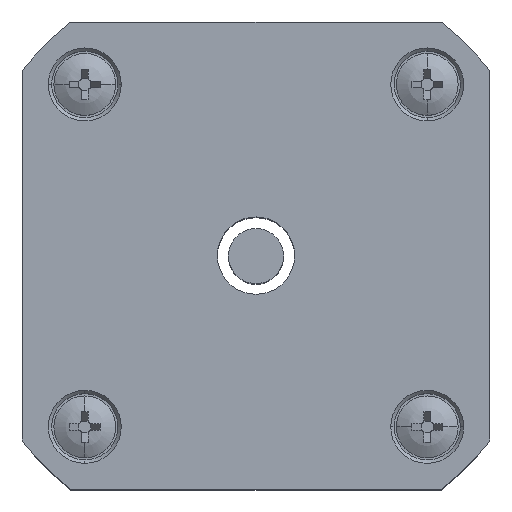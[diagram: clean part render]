
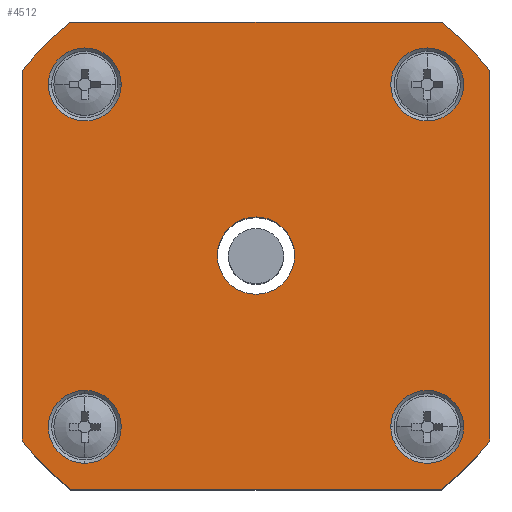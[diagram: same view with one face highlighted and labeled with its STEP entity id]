
A CAD part, top view. The second image highlights one B-rep face of the part: STEP entity #4512.
In plain terms, the highlighted face is planar.
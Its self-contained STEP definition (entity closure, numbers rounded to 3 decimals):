
#3315=CARTESIAN_POINT('',(0.,0.,0.));
#3316=DIRECTION('',(0.,1.,0.));
#3317=DIRECTION('',(-0.622,0.,-0.783));
#3318=AXIS2_PLACEMENT_3D('',#3315,#3316,#3317);
#3320=DIRECTION('',(0.,0.,1.));
#3321=VECTOR('',#3320,33.567);
#3322=CARTESIAN_POINT('',(-21.15,0.,-16.783));
#3323=LINE('',#3322,#3321);
#3324=CARTESIAN_POINT('',(0.,0.,0.));
#3325=DIRECTION('',(0.,1.,0.));
#3326=DIRECTION('',(-0.783,0.,0.622));
#3327=AXIS2_PLACEMENT_3D('',#3324,#3325,#3326);
#3329=DIRECTION('',(1.,0.,0.));
#3330=VECTOR('',#3329,33.567);
#3331=CARTESIAN_POINT('',(-16.783,0.,21.15));
#3332=LINE('',#3331,#3330);
#3333=CARTESIAN_POINT('',(0.,0.,0.));
#3334=DIRECTION('',(0.,1.,0.));
#3335=DIRECTION('',(0.622,0.,0.783));
#3336=AXIS2_PLACEMENT_3D('',#3333,#3334,#3335);
#3338=DIRECTION('',(0.,0.,-1.));
#3339=VECTOR('',#3338,33.567);
#3340=CARTESIAN_POINT('',(21.15,0.,16.783));
#3341=LINE('',#3340,#3339);
#3342=CARTESIAN_POINT('',(0.,0.,0.));
#3343=DIRECTION('',(0.,1.,0.));
#3344=DIRECTION('',(0.783,0.,-0.622));
#3345=AXIS2_PLACEMENT_3D('',#3342,#3343,#3344);
#3347=DIRECTION('',(-1.,0.,0.));
#3348=VECTOR('',#3347,33.567);
#3349=CARTESIAN_POINT('',(16.783,0.,-21.15));
#3350=LINE('',#3349,#3348);
#3351=CARTESIAN_POINT('',(0.,0.,0.));
#3352=DIRECTION('',(0.,1.,0.));
#3353=DIRECTION('',(0.,0.,1.));
#3354=AXIS2_PLACEMENT_3D('',#3351,#3352,#3353);
#3356=CARTESIAN_POINT('',(0.,0.,0.));
#3357=DIRECTION('',(0.,1.,0.));
#3358=DIRECTION('',(0.,0.,-1.));
#3359=AXIS2_PLACEMENT_3D('',#3356,#3357,#3358);
#3361=CARTESIAN_POINT('',(15.5,0.,15.5));
#3362=DIRECTION('',(0.,1.,0.));
#3363=DIRECTION('',(0.,0.,-1.));
#3364=AXIS2_PLACEMENT_3D('',#3361,#3362,#3363);
#3366=CARTESIAN_POINT('',(15.5,0.,15.5));
#3367=DIRECTION('',(0.,1.,0.));
#3368=DIRECTION('',(0.,0.,1.));
#3369=AXIS2_PLACEMENT_3D('',#3366,#3367,#3368);
#3371=CARTESIAN_POINT('',(-15.5,0.,15.5));
#3372=DIRECTION('',(0.,1.,0.));
#3373=DIRECTION('',(1.,0.,0.));
#3374=AXIS2_PLACEMENT_3D('',#3371,#3372,#3373);
#3376=CARTESIAN_POINT('',(-15.5,0.,15.5));
#3377=DIRECTION('',(0.,1.,0.));
#3378=DIRECTION('',(-1.,0.,0.));
#3379=AXIS2_PLACEMENT_3D('',#3376,#3377,#3378);
#3381=CARTESIAN_POINT('',(-15.5,0.,-15.5));
#3382=DIRECTION('',(0.,1.,0.));
#3383=DIRECTION('',(0.,0.,1.));
#3384=AXIS2_PLACEMENT_3D('',#3381,#3382,#3383);
#3386=CARTESIAN_POINT('',(-15.5,0.,-15.5));
#3387=DIRECTION('',(0.,1.,0.));
#3388=DIRECTION('',(0.,0.,-1.));
#3389=AXIS2_PLACEMENT_3D('',#3386,#3387,#3388);
#3391=CARTESIAN_POINT('',(15.5,0.,-15.5));
#3392=DIRECTION('',(0.,1.,0.));
#3393=DIRECTION('',(1.,0.,0.));
#3394=AXIS2_PLACEMENT_3D('',#3391,#3392,#3393);
#3396=CARTESIAN_POINT('',(15.5,0.,-15.5));
#3397=DIRECTION('',(0.,1.,0.));
#3398=DIRECTION('',(-1.,0.,0.));
#3399=AXIS2_PLACEMENT_3D('',#3396,#3397,#3398);
#4215=CARTESIAN_POINT('',(-16.783,0.,-21.15));
#4216=CARTESIAN_POINT('',(-21.15,0.,-16.783));
#4217=VERTEX_POINT('',#4215);
#4218=VERTEX_POINT('',#4216);
#4219=CARTESIAN_POINT('',(-21.15,0.,16.783));
#4220=VERTEX_POINT('',#4219);
#4221=CARTESIAN_POINT('',(-16.783,0.,21.15));
#4222=VERTEX_POINT('',#4221);
#4223=CARTESIAN_POINT('',(16.783,0.,21.15));
#4224=VERTEX_POINT('',#4223);
#4225=CARTESIAN_POINT('',(21.15,0.,16.783));
#4226=VERTEX_POINT('',#4225);
#4227=CARTESIAN_POINT('',(21.15,0.,-16.783));
#4228=VERTEX_POINT('',#4227);
#4229=CARTESIAN_POINT('',(16.783,0.,-21.15));
#4230=VERTEX_POINT('',#4229);
#4331=CARTESIAN_POINT('',(0.,0.,3.5));
#4332=CARTESIAN_POINT('',(0.,0.,-3.5));
#4333=VERTEX_POINT('',#4331);
#4334=VERTEX_POINT('',#4332);
#4415=CARTESIAN_POINT('',(15.5,0.,12.2));
#4416=CARTESIAN_POINT('',(15.5,0.,18.8));
#4417=VERTEX_POINT('',#4415);
#4418=VERTEX_POINT('',#4416);
#4423=CARTESIAN_POINT('',(-12.2,0.,15.5));
#4424=CARTESIAN_POINT('',(-18.8,0.,15.5));
#4425=VERTEX_POINT('',#4423);
#4426=VERTEX_POINT('',#4424);
#4431=CARTESIAN_POINT('',(-15.5,0.,-12.2));
#4432=CARTESIAN_POINT('',(-15.5,0.,-18.8));
#4433=VERTEX_POINT('',#4431);
#4434=VERTEX_POINT('',#4432);
#4439=CARTESIAN_POINT('',(18.8,0.,-15.5));
#4440=CARTESIAN_POINT('',(12.2,0.,-15.5));
#4441=VERTEX_POINT('',#4439);
#4442=VERTEX_POINT('',#4440);
#4459=CARTESIAN_POINT('',(0.,0.,0.));
#4460=DIRECTION('',(0.,1.,0.));
#4461=DIRECTION('',(1.,0.,0.));
#4462=AXIS2_PLACEMENT_3D('',#4459,#4460,#4461);
#4463=PLANE('',#4462);
#4465=ORIENTED_EDGE('',*,*,#4464,.T.);
#4467=ORIENTED_EDGE('',*,*,#4466,.T.);
#4469=ORIENTED_EDGE('',*,*,#4468,.T.);
#4471=ORIENTED_EDGE('',*,*,#4470,.T.);
#4473=ORIENTED_EDGE('',*,*,#4472,.T.);
#4475=ORIENTED_EDGE('',*,*,#4474,.T.);
#4477=ORIENTED_EDGE('',*,*,#4476,.T.);
#4479=ORIENTED_EDGE('',*,*,#4478,.T.);
#4480=EDGE_LOOP('',(#4465,#4467,#4469,#4471,#4473,#4475,#4477,#4479));
#4481=FACE_OUTER_BOUND('',#4480,.F.);
#4483=ORIENTED_EDGE('',*,*,#4482,.F.);
#4485=ORIENTED_EDGE('',*,*,#4484,.F.);
#4486=EDGE_LOOP('',(#4483,#4485));
#4487=FACE_BOUND('',#4486,.F.);
#4489=ORIENTED_EDGE('',*,*,#4488,.F.);
#4491=ORIENTED_EDGE('',*,*,#4490,.F.);
#4492=EDGE_LOOP('',(#4489,#4491));
#4493=FACE_BOUND('',#4492,.F.);
#4495=ORIENTED_EDGE('',*,*,#4494,.F.);
#4497=ORIENTED_EDGE('',*,*,#4496,.F.);
#4498=EDGE_LOOP('',(#4495,#4497));
#4499=FACE_BOUND('',#4498,.F.);
#4501=ORIENTED_EDGE('',*,*,#4500,.F.);
#4503=ORIENTED_EDGE('',*,*,#4502,.F.);
#4504=EDGE_LOOP('',(#4501,#4503));
#4505=FACE_BOUND('',#4504,.F.);
#4507=ORIENTED_EDGE('',*,*,#4506,.F.);
#4509=ORIENTED_EDGE('',*,*,#4508,.F.);
#4510=EDGE_LOOP('',(#4507,#4509));
#4511=FACE_BOUND('',#4510,.F.);
#4512=ADVANCED_FACE('',(#4481,#4487,#4493,#4499,#4505,#4511),#4463,.F.);
#3319=CIRCLE('',#3318,27.);
#3328=CIRCLE('',#3327,27.);
#3337=CIRCLE('',#3336,27.);
#3346=CIRCLE('',#3345,27.);
#3355=CIRCLE('',#3354,3.5);
#3360=CIRCLE('',#3359,3.5);
#3365=CIRCLE('',#3364,3.3);
#3370=CIRCLE('',#3369,3.3);
#3375=CIRCLE('',#3374,3.3);
#3380=CIRCLE('',#3379,3.3);
#3385=CIRCLE('',#3384,3.3);
#3390=CIRCLE('',#3389,3.3);
#3395=CIRCLE('',#3394,3.3);
#3400=CIRCLE('',#3399,3.3);
#4464=EDGE_CURVE('',#4217,#4218,#3319,.T.);
#4466=EDGE_CURVE('',#4218,#4220,#3323,.T.);
#4468=EDGE_CURVE('',#4220,#4222,#3328,.T.);
#4470=EDGE_CURVE('',#4222,#4224,#3332,.T.);
#4472=EDGE_CURVE('',#4224,#4226,#3337,.T.);
#4474=EDGE_CURVE('',#4226,#4228,#3341,.T.);
#4476=EDGE_CURVE('',#4228,#4230,#3346,.T.);
#4478=EDGE_CURVE('',#4230,#4217,#3350,.T.);
#4482=EDGE_CURVE('',#4333,#4334,#3355,.T.);
#4484=EDGE_CURVE('',#4334,#4333,#3360,.T.);
#4488=EDGE_CURVE('',#4417,#4418,#3365,.T.);
#4490=EDGE_CURVE('',#4418,#4417,#3370,.T.);
#4494=EDGE_CURVE('',#4425,#4426,#3375,.T.);
#4496=EDGE_CURVE('',#4426,#4425,#3380,.T.);
#4500=EDGE_CURVE('',#4433,#4434,#3385,.T.);
#4502=EDGE_CURVE('',#4434,#4433,#3390,.T.);
#4506=EDGE_CURVE('',#4441,#4442,#3395,.T.);
#4508=EDGE_CURVE('',#4442,#4441,#3400,.T.);
